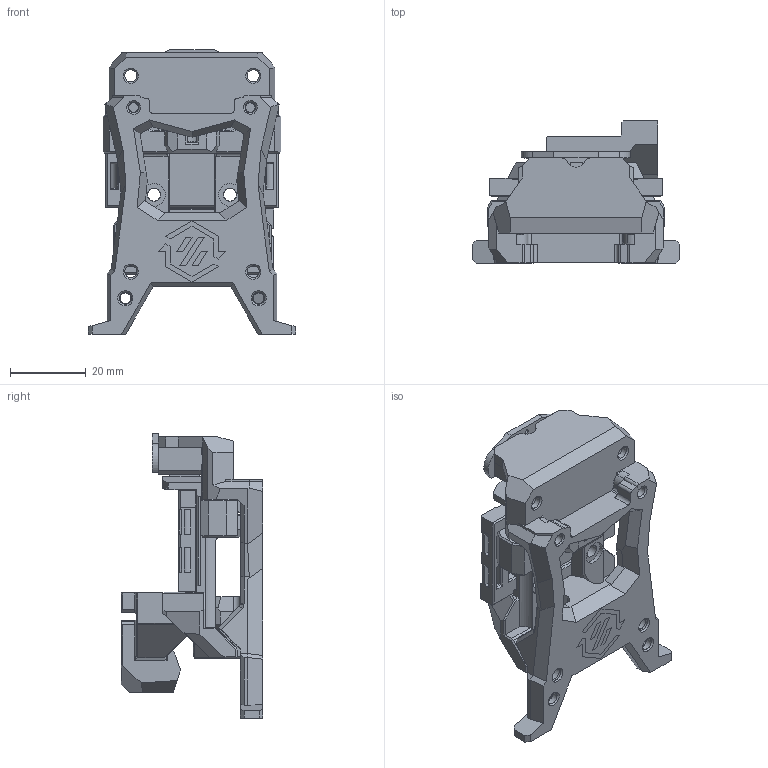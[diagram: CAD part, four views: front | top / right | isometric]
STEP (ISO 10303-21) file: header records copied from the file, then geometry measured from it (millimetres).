
FILE_DESCRIPTION(/* description */ (''),/* implementation_level */ '2;1');
FILE_NAME(/* name */ 'StealthChanger.step',/* time_stamp */ '2023-12-28T13:35:29-07:00',/* author */ (''),/* organization */ (''),/* preprocessor_version */ 'ST-DEVELOPER v20',/* originating_system */ 'Autodesk Translation Framework v12.14.0.127',/* authorisation */ '');
FILE_SCHEMA (('AUTOMOTIVE_DESIGN { 1 0 10303 214 3 1 1 }'));
Products named in the file (15): StealthChanger_Tripod; Tap_Sensor; Board; Sensor; Stealthchanger_Logo (5); Logo (4); Logo (2); Logo (1); Logo; Logo (3); Shuttle_Keeper; Endstops; Shuttle; Back_Plates; Stealthburner
Assembly tree (14 placements, depth 3):
  StealthChanger_Tripod
    Tap_Sensor
      Board
      Sensor
    Stealthchanger_Logo (5)
      Logo (4)
      Logo (2)
      Logo (1)
      Logo
      Logo (3)
    Shuttle_Keeper
    Endstops
    Shuttle
    Back_Plates
      Stealthburner
Bounding box: 54.7 x 37.41 x 74.93 mm (x, y, z)
Volume: 37556.8 mm3; surface area: 25976.8 mm2
Topology: 11 solids, 49 shells, 1794 faces, 4770 edges, 3106 vertices
Faces by surface type: plane 1345, cylinder 347, cone 62, bspline 40
Full cylindrical faces by diameter (mm): 0.87 x5, 1 x3, 1.9 x2, 2.529 x8, 2.8 x12, 3.2 x10, 3.4 x8, 4.7 x5, 5.1 x3, 6 x4
Entity records: 66394 total; most frequent: CARTESIAN_POINT 21015, ORIENTED_EDGE 9540, DIRECTION 9006, EDGE_CURVE 4770, LINE 3634, VECTOR 3634, VERTEX_POINT 3106, AXIS2_PLACEMENT_3D 2686
